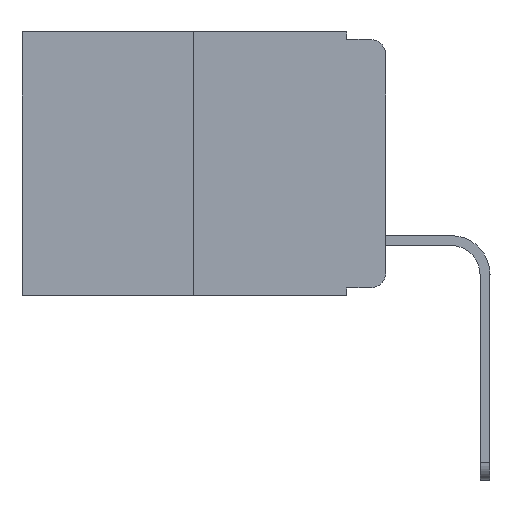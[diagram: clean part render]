
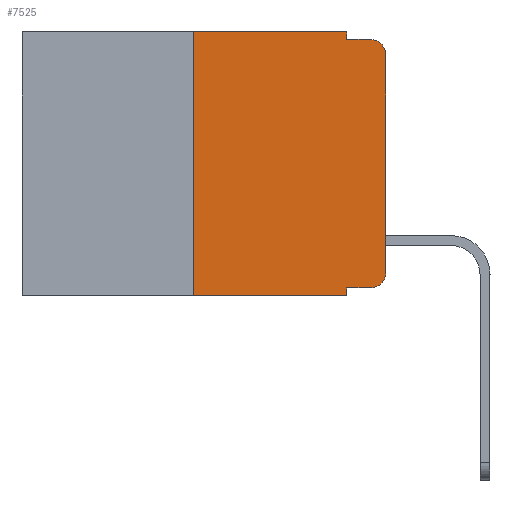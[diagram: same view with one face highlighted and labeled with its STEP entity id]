
A CAD part, left-side view. The second image highlights one B-rep face of the part: STEP entity #7525.
In plain terms, the highlighted planar face has unit normal (-1, 0, 0).
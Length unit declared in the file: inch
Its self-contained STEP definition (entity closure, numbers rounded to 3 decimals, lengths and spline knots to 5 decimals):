
#82 = CARTESIAN_POINT ( 'NONE',  ( 0., 0.25, -0.343 ) ) ;
#107 = LINE ( 'NONE', #5378, #5744 ) ;
#211 = VECTOR ( 'NONE', #321, 39.37008 ) ;
#321 = DIRECTION ( 'NONE',  ( 0., -1., 0. ) ) ;
#343 = DIRECTION ( 'NONE',  ( -1., 0., 0. ) ) ;
#378 = EDGE_CURVE ( 'NONE', #5819, #6271, #2921, .T. ) ;
#401 = ORIENTED_EDGE ( 'NONE', *, *, #10373, .F. ) ;
#456 = EDGE_CURVE ( 'NONE', #2078, #10171, #4633, .T. ) ;
#516 = FACE_OUTER_BOUND ( 'NONE', #9500, .T. ) ;
#763 = CARTESIAN_POINT ( 'NONE',  ( 0., 0.02, -0.333 ) ) ;
#787 = CARTESIAN_POINT ( 'NONE',  ( 0., 0.051, 0. ) ) ;
#949 = ORIENTED_EDGE ( 'NONE', *, *, #9798, .T. ) ;
#1108 = CARTESIAN_POINT ( 'NONE',  ( 0., 0.473, 0. ) ) ;
#1210 = EDGE_CURVE ( 'NONE', #6028, #2078, #8186, .T. ) ;
#1485 = DIRECTION ( 'NONE',  ( 0., 0., -1. ) ) ;
#1518 = VECTOR ( 'NONE', #1485, 39.37008 ) ;
#1757 = DIRECTION ( 'NONE',  ( 0., 0., 1. ) ) ;
#1961 = DIRECTION ( 'NONE',  ( 0., -1., 0. ) ) ;
#2078 = VERTEX_POINT ( 'NONE', #9871 ) ;
#2101 = CARTESIAN_POINT ( 'NONE',  ( 0., 0.473, 0. ) ) ;
#2102 = ORIENTED_EDGE ( 'NONE', *, *, #7276, .T. ) ;
#2161 = ORIENTED_EDGE ( 'NONE', *, *, #1210, .F. ) ;
#2223 = VECTOR ( 'NONE', #1757, 39.37008 ) ;
#2525 = ORIENTED_EDGE ( 'NONE', *, *, #10008, .F. ) ;
#2603 = LINE ( 'NONE', #6467, #3659 ) ;
#2921 = CIRCLE ( 'NONE', #5904, 0.02 ) ;
#2977 = CARTESIAN_POINT ( 'NONE',  ( 0., 0.473, -0.343 ) ) ;
#2993 = EDGE_CURVE ( 'NONE', #3237, #10171, #5618, .T. ) ;
#3030 = ORIENTED_EDGE ( 'NONE', *, *, #8258, .F. ) ;
#3189 = VERTEX_POINT ( 'NONE', #10700 ) ;
#3237 = VERTEX_POINT ( 'NONE', #5644 ) ;
#3240 = LINE ( 'NONE', #1108, #211 ) ;
#3510 = CARTESIAN_POINT ( 'NONE',  ( 0., 0.02, -0.01 ) ) ;
#3578 = VERTEX_POINT ( 'NONE', #82 ) ;
#3621 = EDGE_CURVE ( 'NONE', #3189, #5819, #107, .T. ) ;
#3659 = VECTOR ( 'NONE', #8175, 39.37008 ) ;
#3739 = ORIENTED_EDGE ( 'NONE', *, *, #378, .T. ) ;
#3797 = DIRECTION ( 'NONE',  ( 0., 0., -1. ) ) ;
#4181 = CARTESIAN_POINT ( 'NONE',  ( 0., 0.25, 0. ) ) ;
#4486 = LINE ( 'NONE', #7753, #2223 ) ;
#4633 = LINE ( 'NONE', #8953, #7128 ) ;
#4661 = DIRECTION ( 'NONE',  ( 1., 0., 0. ) ) ;
#4718 = DIRECTION ( 'NONE',  ( -1., 0., 0. ) ) ;
#4949 = LINE ( 'NONE', #5681, #1518 ) ;
#5378 = CARTESIAN_POINT ( 'NONE',  ( 0., 0.051, -0.333 ) ) ;
#5528 = VECTOR ( 'NONE', #8376, 39.37008 ) ;
#5618 = CIRCLE ( 'NONE', #6173, 0.02 ) ;
#5644 = CARTESIAN_POINT ( 'NONE',  ( 0., 0., -0.03 ) ) ;
#5681 = CARTESIAN_POINT ( 'NONE',  ( 0., 0.051, 0. ) ) ;
#5744 = VECTOR ( 'NONE', #1961, 39.37008 ) ;
#5819 = VERTEX_POINT ( 'NONE', #763 ) ;
#5904 = AXIS2_PLACEMENT_3D ( 'NONE', #9764, #4718, #8775 ) ;
#6028 = VERTEX_POINT ( 'NONE', #8667 ) ;
#6173 = AXIS2_PLACEMENT_3D ( 'NONE', #9537, #343, #6203 ) ;
#6203 = DIRECTION ( 'NONE',  ( 0., 0., -1. ) ) ;
#6271 = VERTEX_POINT ( 'NONE', #7009 ) ;
#6379 = LINE ( 'NONE', #2977, #8110 ) ;
#6467 = CARTESIAN_POINT ( 'NONE',  ( 0., 0.25, 0. ) ) ;
#6546 = DIRECTION ( 'NONE',  ( 0., -1., 0. ) ) ;
#6662 = CARTESIAN_POINT ( 'NONE',  ( 0., 0.051, -0.343 ) ) ;
#7009 = CARTESIAN_POINT ( 'NONE',  ( 0., 0., -0.313 ) ) ;
#7128 = VECTOR ( 'NONE', #6546, 39.37008 ) ;
#7164 = DIRECTION ( 'NONE',  ( 0., -1., 0. ) ) ;
#7276 = EDGE_CURVE ( 'NONE', #6271, #3237, #4486, .T. ) ;
#7525 = ADVANCED_FACE ( 'NONE', ( #516 ), #10575, .F. ) ;
#7538 = ORIENTED_EDGE ( 'NONE', *, *, #2993, .T. ) ;
#7753 = CARTESIAN_POINT ( 'NONE',  ( 0., 0., 0. ) ) ;
#7908 = VERTEX_POINT ( 'NONE', #6662 ) ;
#8110 = VECTOR ( 'NONE', #7164, 39.37008 ) ;
#8175 = DIRECTION ( 'NONE',  ( 0., 0., 1. ) ) ;
#8186 = LINE ( 'NONE', #787, #5528 ) ;
#8258 = EDGE_CURVE ( 'NONE', #3578, #9526, #2603, .T. ) ;
#8348 = AXIS2_PLACEMENT_3D ( 'NONE', #2101, #4661, #3797 ) ;
#8376 = DIRECTION ( 'NONE',  ( 0., 0., -1. ) ) ;
#8667 = CARTESIAN_POINT ( 'NONE',  ( 0., 0.051, 0. ) ) ;
#8775 = DIRECTION ( 'NONE',  ( 0., 0., -1. ) ) ;
#8953 = CARTESIAN_POINT ( 'NONE',  ( 0., 0.051, -0.01 ) ) ;
#9500 = EDGE_LOOP ( 'NONE', ( #2102, #7538, #10388, #2161, #401, #3030, #949, #2525, #10688, #3739 ) ) ;
#9526 = VERTEX_POINT ( 'NONE', #4181 ) ;
#9537 = CARTESIAN_POINT ( 'NONE',  ( 0., 0.02, -0.03 ) ) ;
#9764 = CARTESIAN_POINT ( 'NONE',  ( 0., 0.02, -0.313 ) ) ;
#9798 = EDGE_CURVE ( 'NONE', #3578, #7908, #6379, .T. ) ;
#9871 = CARTESIAN_POINT ( 'NONE',  ( 0., 0.051, -0.01 ) ) ;
#10008 = EDGE_CURVE ( 'NONE', #3189, #7908, #4949, .T. ) ;
#10171 = VERTEX_POINT ( 'NONE', #3510 ) ;
#10373 = EDGE_CURVE ( 'NONE', #9526, #6028, #3240, .T. ) ;
#10388 = ORIENTED_EDGE ( 'NONE', *, *, #456, .F. ) ;
#10575 = PLANE ( 'NONE',  #8348 ) ;
#10688 = ORIENTED_EDGE ( 'NONE', *, *, #3621, .T. ) ;
#10700 = CARTESIAN_POINT ( 'NONE',  ( 0., 0.051, -0.333 ) ) ;
